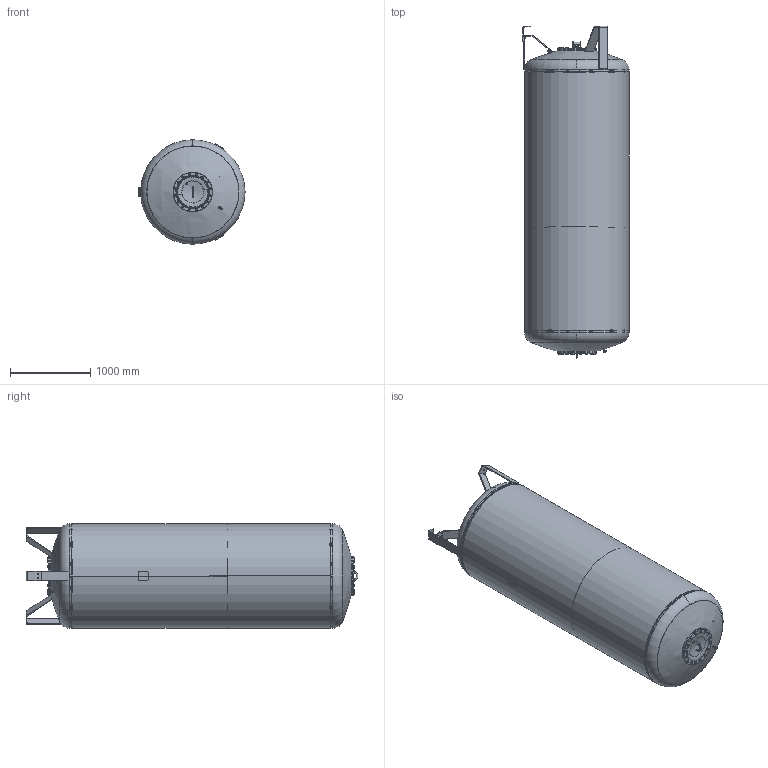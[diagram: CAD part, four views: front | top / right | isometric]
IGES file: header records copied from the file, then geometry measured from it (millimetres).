
Global section: file name: No Iges File Name specified; native system: Autodesk Inventor 2009; preprocessor: AutoDesk Inventor Iges Exporter R2009; author: CADJOBServer; date: 20091013.104117; units: millimetre
Bounding box: 1320 x 4133.09 x 1300 mm (x, y, z)
Volume: 110183336.5 mm3; surface area: 54048831.7 mm2
Topology: 43 solids, 43 shells, 2215 faces, 5471 edges, 3510 vertices
Faces by surface type: plane 803, bspline 386, cone 345, revolution 309, cylinder 301, torus 65, sphere 6
